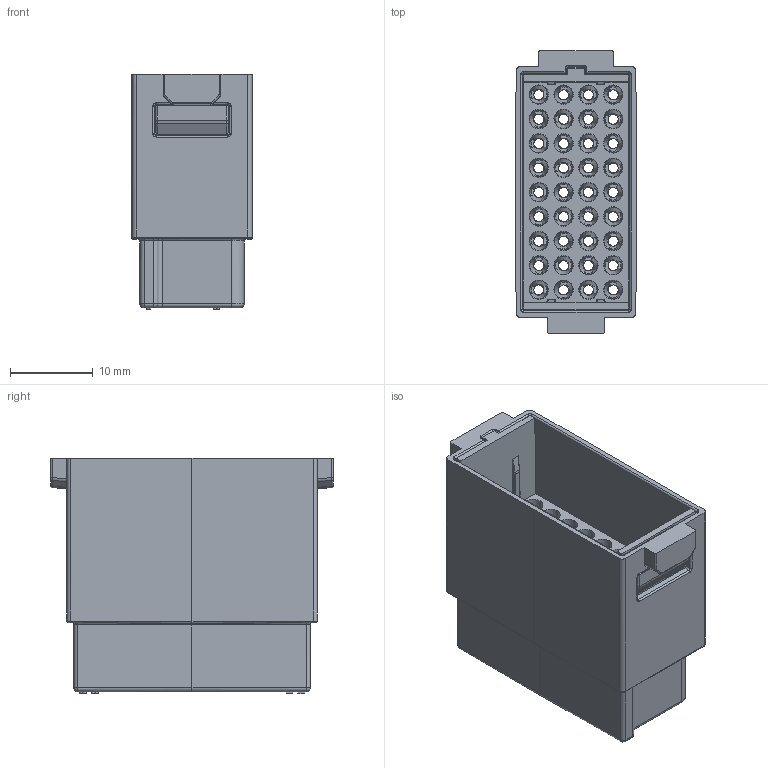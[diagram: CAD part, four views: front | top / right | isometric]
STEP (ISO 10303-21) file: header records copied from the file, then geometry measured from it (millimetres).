
FILE_DESCRIPTION(/* description */ (''),/* implementation_level */ '2;1');
FILE_NAME(/* name */ '_asm1_stp.stp',/* time_stamp */ '2024-02-04T18:40:03+08:00',/* author */ (''),/* organization */ (''),/* preprocessor_version */ 'ST-DEVELOPER v18.1',/* originating_system */ 'SIEMENS PLM Software NX 1980',/* authorisation */ '');
FILE_SCHEMA (('AUTOMOTIVE_DESIGN { 1 0 10303 214 3 1 1 1 }'));
Length unit declared in the file: millimetre
Products named in the file (1): 1318193024BDbb3v
Bounding box: 14.6 x 34.2 x 28.45 mm (x, y, z)
Volume: 5165.3 mm3; surface area: 10227.7 mm2
Topology: 1 solids, 1 shells, 1340 faces, 3518 edges, 2218 vertices
Faces by surface type: cone 576, plane 370, cylinder 151, torus 122, bspline 88, extrusion 19, sphere 14
Entity records: 46574 total; most frequent: CARTESIAN_POINT 14197, ORIENTED_EDGE 7034, DIRECTION 6478, EDGE_CURVE 3517, AXIS2_PLACEMENT_3D 2574, VERTEX_POINT 2218, EDGE_LOOP 1533, CIRCLE 1340
